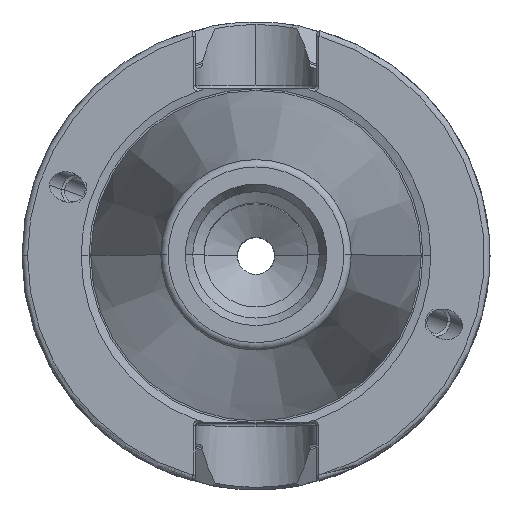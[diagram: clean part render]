
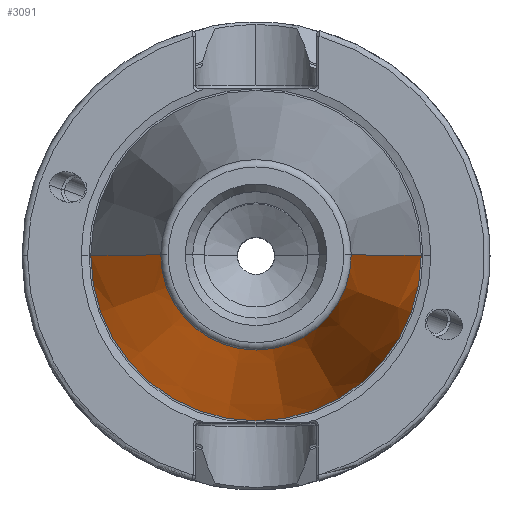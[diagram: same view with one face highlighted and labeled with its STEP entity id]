
A CAD part, top view. The second image highlights one B-rep face of the part: STEP entity #3091.
In plain terms, the highlighted conical face has half-angle 8.298 degrees and reference radius 12.687 mm.
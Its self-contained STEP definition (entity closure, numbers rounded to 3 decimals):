
#210 = VECTOR ( 'NONE', #432, 1000. ) ;
#400 = LINE ( 'NONE', #4590, #210 ) ;
#432 = DIRECTION ( 'NONE',  ( -0.144, 0., -0.99 ) ) ;
#753 = VECTOR ( 'NONE', #1731, 1000. ) ;
#1056 = DIRECTION ( 'NONE',  ( 0., 0., -1. ) ) ;
#1147 = ORIENTED_EDGE ( 'NONE', *, *, #2039, .F. ) ;
#1236 = DIRECTION ( 'NONE',  ( -1., 0., 0. ) ) ;
#1269 = AXIS2_PLACEMENT_3D ( 'NONE', #2748, #6875, #3327 ) ;
#1451 = VERTEX_POINT ( 'NONE', #5912 ) ;
#1731 = DIRECTION ( 'NONE',  ( 0.144, 0., -0.99 ) ) ;
#1809 = EDGE_LOOP ( 'NONE', ( #1147, #4051, #2236, #3742 ) ) ;
#1926 = VERTEX_POINT ( 'NONE', #6344 ) ;
#2039 = EDGE_CURVE ( 'NONE', #1451, #6918, #5485, .T. ) ;
#2236 = ORIENTED_EDGE ( 'NONE', *, *, #4156, .T. ) ;
#2540 = CARTESIAN_POINT ( 'NONE',  ( 22.225, 0., 0. ) ) ;
#2748 = CARTESIAN_POINT ( 'NONE',  ( 0., 0., 64.544 ) ) ;
#3091 = ADVANCED_FACE ( 'NONE', ( #5364 ), #6195, .T. ) ;
#3095 = DIRECTION ( 'NONE',  ( 0., 0., -1. ) ) ;
#3244 = AXIS2_PLACEMENT_3D ( 'NONE', #6951, #1056, #1236 ) ;
#3327 = DIRECTION ( 'NONE',  ( 1., 0., 0. ) ) ;
#3742 = ORIENTED_EDGE ( 'NONE', *, *, #6814, .F. ) ;
#4051 = ORIENTED_EDGE ( 'NONE', *, *, #7083, .T. ) ;
#4156 = EDGE_CURVE ( 'NONE', #5967, #1926, #400, .T. ) ;
#4238 = CIRCLE ( 'NONE', #6960, 22.225 ) ;
#4385 = CARTESIAN_POINT ( 'NONE',  ( -12.812, 0., 64.544 ) ) ;
#4590 = CARTESIAN_POINT ( 'NONE',  ( -12.687, 0., 65.4 ) ) ;
#5364 = FACE_OUTER_BOUND ( 'NONE', #1809, .T. ) ;
#5485 = LINE ( 'NONE', #7684, #753 ) ;
#5912 = CARTESIAN_POINT ( 'NONE',  ( 12.812, 0., 64.544 ) ) ;
#5967 = VERTEX_POINT ( 'NONE', #4385 ) ;
#6195 = CONICAL_SURFACE ( 'NONE', #3244, 12.687, 0.145 ) ;
#6344 = CARTESIAN_POINT ( 'NONE',  ( -22.225, 0., 0. ) ) ;
#6628 = CIRCLE ( 'NONE', #1269, 12.812 ) ;
#6638 = CARTESIAN_POINT ( 'NONE',  ( 0., 0., 0. ) ) ;
#6814 = EDGE_CURVE ( 'NONE', #6918, #1926, #4238, .T. ) ;
#6875 = DIRECTION ( 'NONE',  ( 0., 0., -1. ) ) ;
#6918 = VERTEX_POINT ( 'NONE', #2540 ) ;
#6951 = CARTESIAN_POINT ( 'NONE',  ( 0., 0., 65.4 ) ) ;
#6960 = AXIS2_PLACEMENT_3D ( 'NONE', #6638, #3095, #7260 ) ;
#7083 = EDGE_CURVE ( 'NONE', #1451, #5967, #6628, .T. ) ;
#7260 = DIRECTION ( 'NONE',  ( -1., 0., 0. ) ) ;
#7684 = CARTESIAN_POINT ( 'NONE',  ( 12.687, 0., 65.4 ) ) ;
